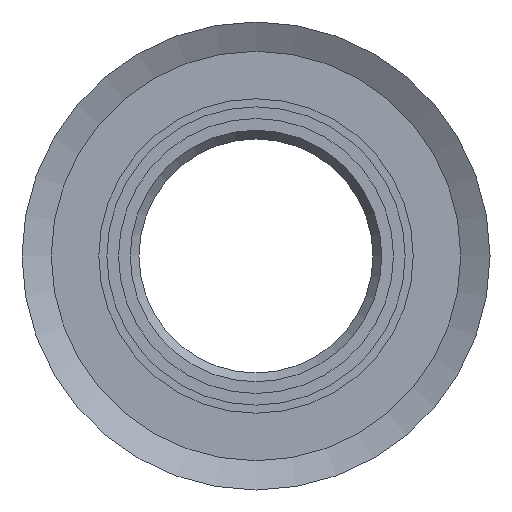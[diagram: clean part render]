
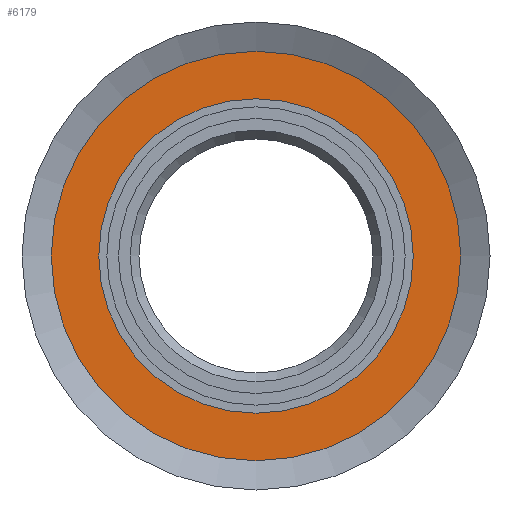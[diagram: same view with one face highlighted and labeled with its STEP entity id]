
A CAD part, left-side view. The second image highlights one B-rep face of the part: STEP entity #6179.
In plain terms, the highlighted face is planar.
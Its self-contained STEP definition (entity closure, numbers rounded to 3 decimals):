
#6083=CARTESIAN_POINT('',(14.,1.,0.));
#6084=VERTEX_POINT('',#6083);
#6094=CARTESIAN_POINT('',(0.,1.,-14.));
#6095=VERTEX_POINT('',#6094);
#6096=CARTESIAN_POINT('',(0.,1.,0.));
#6097=DIRECTION('',(0.,-1.,0.));
#6098=DIRECTION('',(0.,0.,-1.));
#6099=AXIS2_PLACEMENT_3D('',#6096,#6097,#6098);
#6100=CIRCLE('',#6099,14.);
#6101=EDGE_CURVE('',#6084,#6095,#6100,.T.);
#6103=CARTESIAN_POINT('',(0.,1.,0.));
#6104=DIRECTION('',(0.,-1.,0.));
#6105=DIRECTION('',(0.,0.,-1.));
#6106=AXIS2_PLACEMENT_3D('',#6103,#6104,#6105);
#6107=CIRCLE('',#6106,14.);
#6108=EDGE_CURVE('',#6095,#6084,#6107,.T.);
#6150=CARTESIAN_POINT('',(14.,1.,0.));
#6151=DIRECTION('',(0.,1.,0.));
#6152=DIRECTION('',(0.,0.,1.));
#6153=AXIS2_PLACEMENT_3D('',#6150,#6151,#6152);
#6154=PLANE('',#6153);
#6155=CARTESIAN_POINT('',(-0.,1.,-10.75));
#6156=VERTEX_POINT('',#6155);
#6157=CARTESIAN_POINT('',(-0.,1.,10.75));
#6158=VERTEX_POINT('',#6157);
#6159=CARTESIAN_POINT('',(0.,1.,0.));
#6160=DIRECTION('',(0.,-1.,0.));
#6161=DIRECTION('',(0.,0.,-1.));
#6162=AXIS2_PLACEMENT_3D('',#6159,#6160,#6161);
#6163=CIRCLE('',#6162,10.75);
#6164=EDGE_CURVE('',#6156,#6158,#6163,.T.);
#6165=ORIENTED_EDGE('',*,*,#6164,.T.);
#6166=CARTESIAN_POINT('',(0.,1.,0.));
#6167=DIRECTION('',(0.,-1.,0.));
#6168=DIRECTION('',(0.,0.,-1.));
#6169=AXIS2_PLACEMENT_3D('',#6166,#6167,#6168);
#6170=CIRCLE('',#6169,10.75);
#6171=EDGE_CURVE('',#6158,#6156,#6170,.T.);
#6172=ORIENTED_EDGE('',*,*,#6171,.T.);
#6173=EDGE_LOOP('',(#6165,#6172));
#6174=FACE_BOUND('',#6173,.T.);
#6175=ORIENTED_EDGE('',*,*,#6101,.F.);
#6176=ORIENTED_EDGE('',*,*,#6108,.F.);
#6177=EDGE_LOOP('',(#6175,#6176));
#6178=FACE_BOUND('',#6177,.T.);
#6179=ADVANCED_FACE('',(#6174,#6178),#6154,.T.);
